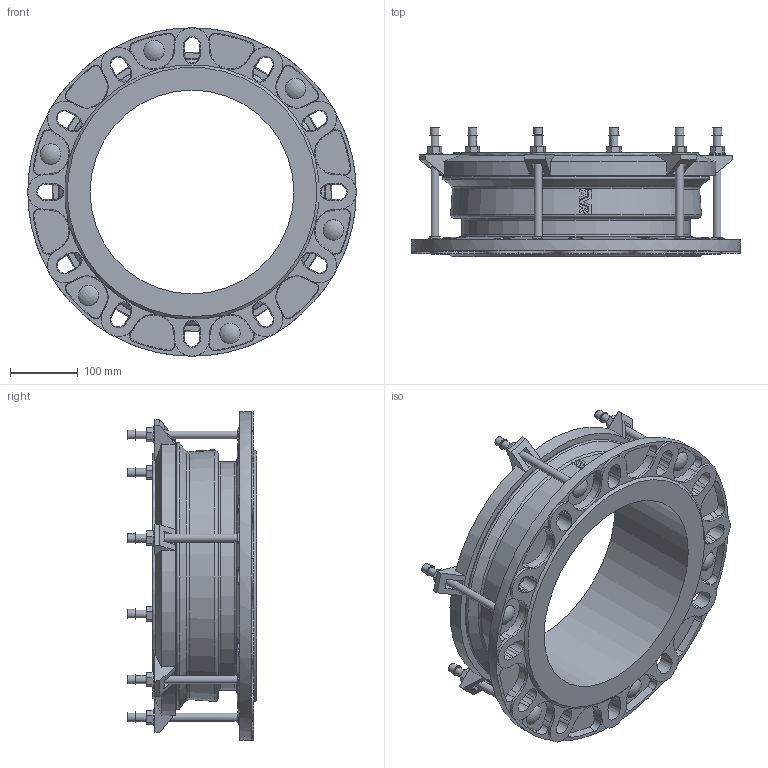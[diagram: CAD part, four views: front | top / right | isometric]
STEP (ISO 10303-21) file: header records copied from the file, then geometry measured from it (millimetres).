
FILE_DESCRIPTION (( 'STEP AP203' ), '1' );
FILE_NAME ('O_603_000_DN300_324-350mm_STEP.STEP', '2015-03-12T08:22:15', ( 'ken' ), ( '' ), 'SwSTEP 2.0', 'SolidWorks 2012', '' );
FILE_SCHEMA (( 'CONFIG_CONTROL_DESIGN' ));
Length unit declared in the file: millimetre
Products named in the file (1): O_603_000_DN300_324-350mm_STEP
Bounding box: 483 x 190 x 483 mm (x, y, z)
Volume: 6878064.8 mm3; surface area: 724131.1 mm2
Topology: 1 solids, 1 shells, 562 faces, 1431 edges, 924 vertices
Faces by surface type: plane 273, cone 171, cylinder 65, bspline 39, torus 8, sphere 6
Full cylindrical faces by diameter (mm): 12 x12, 13 x6, 16 x6, 24 x6, 30 x6, 300 x1, 336 x1, 363 x1, 387.633 x1, 483 x1
Entity records: 20506 total; most frequent: CARTESIAN_POINT 7385, ORIENTED_EDGE 2728, DIRECTION 2546, EDGE_CURVE 1364, AXIS2_PLACEMENT_3D 960, VERTEX_POINT 912, EDGE_LOOP 708, LINE 626
